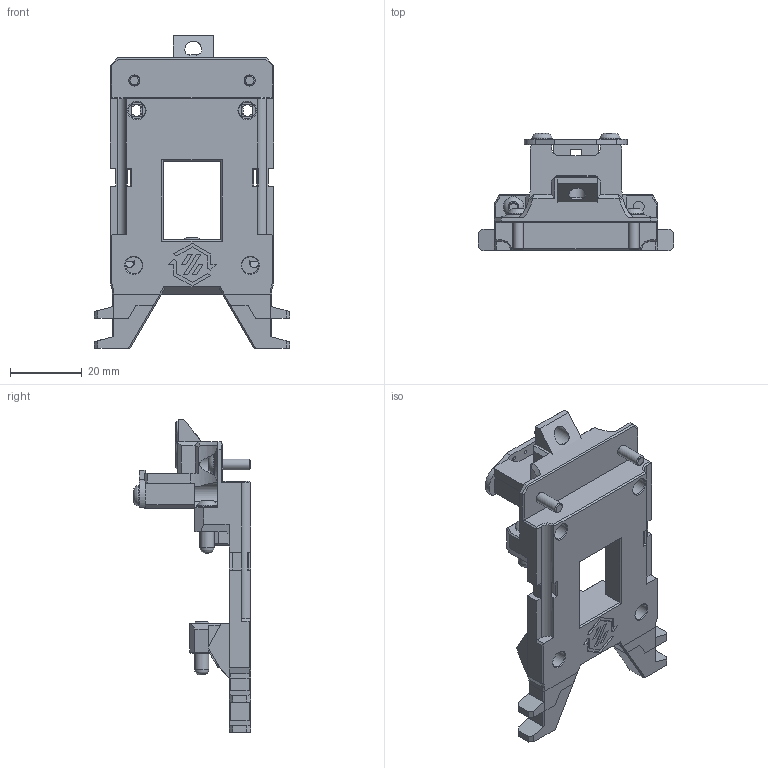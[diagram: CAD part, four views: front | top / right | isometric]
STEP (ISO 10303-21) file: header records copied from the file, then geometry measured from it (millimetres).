
FILE_DESCRIPTION(/* description */ ('','CAx-IF Rec.Pracs.---Representation and Presentation of Product Manufacturing Information (PMI)---4.0---2014-10-13'),/* implementation_level */ '2;1');
FILE_NAME(/* name */ 'Xol.step',/* time_stamp */ '2024-11-27T15:53:44-07:00',/* author */ (''),/* organization */ (''),/* preprocessor_version */ 'ST-DEVELOPER v20',/* originating_system */ 'Autodesk Translation Framework v13.20.0.188',/* authorisation */ '');
FILE_SCHEMA (('AP242_MANAGED_MODEL_BASED_3D_ENGINEERING_MIM_LF { 1 0 10303 442 1 1 4 }'));
Length unit declared in the file: millimetre
Products named in the file (11): Xol SC V1.1R2; Hardware (2); Tap_Sensor; Board; Sensor; M3x6 BHCS (2); M3x6 FHCS (7) (1); M3x6 FHCS (7) (1) (1); Pins 4x12 Rounded; M3x10 BHCS; Backplate
Assembly tree (16 placements, depth 4):
  Xol SC V1.1R2
    Hardware (2)
      Pins 4x12 Rounded  x3
      Tap_Sensor
        Board
        Sensor
        M3x6 BHCS (2)  x2
      M3x6 FHCS (7) (1)
      M3x6 FHCS (7) (1) (1)
      M3x10 BHCS  x4
    Backplate
Bounding box: 54.63 x 32.73 x 87.46 mm (x, y, z)
Volume: 28667 mm3; surface area: 16729.8 mm2
Topology: 19 solids, 21 shells, 732 faces, 1810 edges, 1154 vertices
Faces by surface type: plane 562, cylinder 87, cone 64, bspline 13, sphere 4, torus 2
Full cylindrical faces by diameter (mm): 0.87 x5, 1 x3, 1.8 x1, 2 x1, 2.8 x4, 3 x12, 3.1 x5, 3.2 x4, 4 x3, 4.7 x8, 5.54 x2, 5.7 x6, 6.1 x1, 6.2 x2
Entity records: 20046 total; most frequent: CARTESIAN_POINT 3875, ORIENTED_EDGE 3308, DIRECTION 3162, EDGE_CURVE 1654, LINE 1348, VECTOR 1348, VERTEX_POINT 1064, AXIS2_PLACEMENT_3D 907
